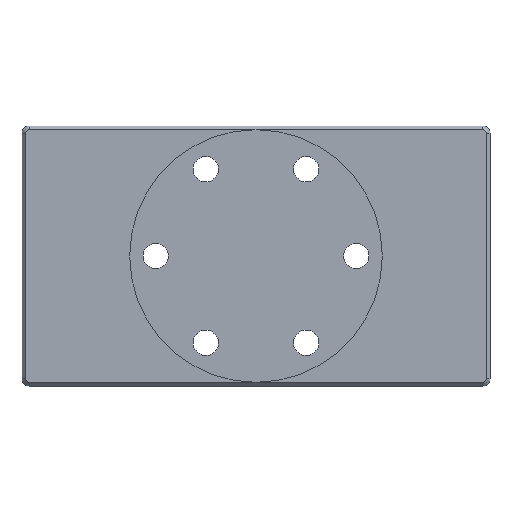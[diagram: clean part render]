
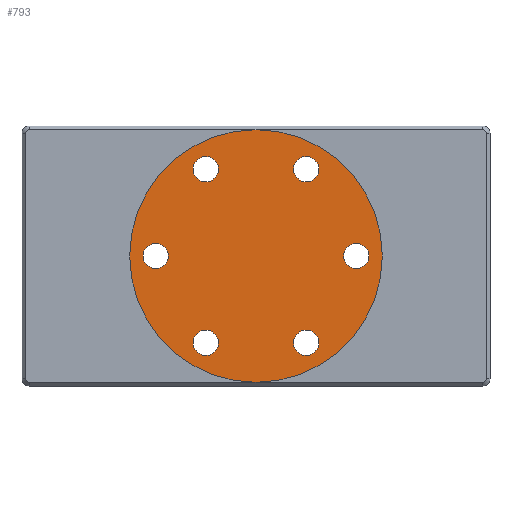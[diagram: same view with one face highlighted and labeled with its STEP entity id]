
A CAD part, front view. The second image highlights one B-rep face of the part: STEP entity #793.
In plain terms, the highlighted planar face has unit normal (0, -1, 0).
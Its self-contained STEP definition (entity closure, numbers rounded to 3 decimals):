
#24 = DIRECTION ( 'NONE',  ( 0., 0., 1. ) ) ;
#51 = VERTEX_POINT ( 'NONE', #1997 ) ;
#53 = CARTESIAN_POINT ( 'NONE',  ( -6.75, -7., 11.691 ) ) ;
#61 = ORIENTED_EDGE ( 'NONE', *, *, #2238, .T. ) ;
#67 = EDGE_LOOP ( 'NONE', ( #61, #487 ) ) ;
#69 = CARTESIAN_POINT ( 'NONE',  ( 13.5, -7., -1.7 ) ) ;
#110 = CIRCLE ( 'NONE', #1868, 1.7 ) ;
#116 = CARTESIAN_POINT ( 'NONE',  ( -6.75, -7., 9.991 ) ) ;
#122 = EDGE_LOOP ( 'NONE', ( #1654, #2345 ) ) ;
#132 = EDGE_CURVE ( 'NONE', #1472, #197, #2304, .T. ) ;
#134 = CIRCLE ( 'NONE', #1925, 1.7 ) ;
#140 = AXIS2_PLACEMENT_3D ( 'NONE', #1335, #1775, #2172 ) ;
#145 = CIRCLE ( 'NONE', #933, 1.7 ) ;
#165 = CARTESIAN_POINT ( 'NONE',  ( 0., -7., 17. ) ) ;
#179 = VERTEX_POINT ( 'NONE', #116 ) ;
#191 = DIRECTION ( 'NONE',  ( 0., 1., 0. ) ) ;
#197 = VERTEX_POINT ( 'NONE', #1270 ) ;
#217 = CARTESIAN_POINT ( 'NONE',  ( -13.5, -7., 0. ) ) ;
#248 = EDGE_CURVE ( 'NONE', #1395, #51, #1320, .T. ) ;
#267 = DIRECTION ( 'NONE',  ( 0., 1., 0. ) ) ;
#279 = VERTEX_POINT ( 'NONE', #1031 ) ;
#308 = ORIENTED_EDGE ( 'NONE', *, *, #2532, .T. ) ;
#317 = CIRCLE ( 'NONE', #626, 1.7 ) ;
#334 = FACE_BOUND ( 'NONE', #1658, .T. ) ;
#338 = ORIENTED_EDGE ( 'NONE', *, *, #1894, .T. ) ;
#364 = EDGE_LOOP ( 'NONE', ( #1630, #2250 ) ) ;
#394 = DIRECTION ( 'NONE',  ( 0., 0., 1. ) ) ;
#458 = DIRECTION ( 'NONE',  ( 0., 0., 1. ) ) ;
#487 = ORIENTED_EDGE ( 'NONE', *, *, #1287, .T. ) ;
#491 = EDGE_CURVE ( 'NONE', #711, #2414, #317, .T. ) ;
#510 = AXIS2_PLACEMENT_3D ( 'NONE', #807, #1829, #586 ) ;
#530 = DIRECTION ( 'NONE',  ( 0., 0., 1. ) ) ;
#556 = AXIS2_PLACEMENT_3D ( 'NONE', #53, #2403, #530 ) ;
#567 = FACE_BOUND ( 'NONE', #809, .T. ) ;
#578 = CIRCLE ( 'NONE', #2279, 1.7 ) ;
#586 = DIRECTION ( 'NONE',  ( 0., 0., 1. ) ) ;
#613 = CARTESIAN_POINT ( 'NONE',  ( -6.75, -7., 13.391 ) ) ;
#626 = AXIS2_PLACEMENT_3D ( 'NONE', #1082, #267, #2133 ) ;
#643 = AXIS2_PLACEMENT_3D ( 'NONE', #1817, #1408, #1615 ) ;
#649 = DIRECTION ( 'NONE',  ( 0., 1., 0. ) ) ;
#669 = AXIS2_PLACEMENT_3D ( 'NONE', #1884, #2307, #1653 ) ;
#711 = VERTEX_POINT ( 'NONE', #2205 ) ;
#723 = CIRCLE ( 'NONE', #1863, 1.7 ) ;
#742 = DIRECTION ( 'NONE',  ( 0., 0., -1. ) ) ;
#746 = CARTESIAN_POINT ( 'NONE',  ( -6.75, -7., -11.691 ) ) ;
#763 = DIRECTION ( 'NONE',  ( 0., 0., 1. ) ) ;
#791 = DIRECTION ( 'NONE',  ( 0., 0., 1. ) ) ;
#793 = ADVANCED_FACE ( 'NONE', ( #2176, #1779, #334, #567, #1353, #1400, #2597 ), #2188, .T. ) ;
#807 = CARTESIAN_POINT ( 'NONE',  ( -13.5, -7., 0. ) ) ;
#809 = EDGE_LOOP ( 'NONE', ( #1922, #1609 ) ) ;
#821 = DIRECTION ( 'NONE',  ( 0., 1., 0. ) ) ;
#933 = AXIS2_PLACEMENT_3D ( 'NONE', #2692, #649, #458 ) ;
#981 = CIRCLE ( 'NONE', #669, 1.7 ) ;
#1013 = VERTEX_POINT ( 'NONE', #2310 ) ;
#1022 = AXIS2_PLACEMENT_3D ( 'NONE', #1123, #1959, #742 ) ;
#1031 = CARTESIAN_POINT ( 'NONE',  ( 13.5, -7., 1.7 ) ) ;
#1051 = VERTEX_POINT ( 'NONE', #613 ) ;
#1082 = CARTESIAN_POINT ( 'NONE',  ( -6.75, -7., -11.691 ) ) ;
#1094 = DIRECTION ( 'NONE',  ( 0., 0., -1. ) ) ;
#1101 = EDGE_LOOP ( 'NONE', ( #2226, #1226 ) ) ;
#1110 = EDGE_LOOP ( 'NONE', ( #308, #338 ) ) ;
#1122 = VERTEX_POINT ( 'NONE', #69 ) ;
#1123 = CARTESIAN_POINT ( 'NONE',  ( 0., -7., 0. ) ) ;
#1174 = CARTESIAN_POINT ( 'NONE',  ( 6.75, -7., -11.691 ) ) ;
#1176 = EDGE_CURVE ( 'NONE', #179, #1051, #2651, .T. ) ;
#1226 = ORIENTED_EDGE ( 'NONE', *, *, #1856, .T. ) ;
#1247 = EDGE_CURVE ( 'NONE', #51, #1395, #2127, .T. ) ;
#1270 = CARTESIAN_POINT ( 'NONE',  ( 6.75, -7., 9.991 ) ) ;
#1284 = CIRCLE ( 'NONE', #2685, 17. ) ;
#1287 = EDGE_CURVE ( 'NONE', #1760, #1318, #110, .T. ) ;
#1316 = AXIS2_PLACEMENT_3D ( 'NONE', #1988, #2624, #1459 ) ;
#1318 = VERTEX_POINT ( 'NONE', #2650 ) ;
#1320 = CIRCLE ( 'NONE', #2289, 1.7 ) ;
#1335 = CARTESIAN_POINT ( 'NONE',  ( 0., -7., 0. ) ) ;
#1353 = FACE_BOUND ( 'NONE', #122, .T. ) ;
#1395 = VERTEX_POINT ( 'NONE', #1456 ) ;
#1400 = FACE_BOUND ( 'NONE', #67, .T. ) ;
#1402 = DIRECTION ( 'NONE',  ( 0., 1., 0. ) ) ;
#1408 = DIRECTION ( 'NONE',  ( 0., 1., 0. ) ) ;
#1455 = EDGE_CURVE ( 'NONE', #1051, #179, #145, .T. ) ;
#1456 = CARTESIAN_POINT ( 'NONE',  ( -13.5, -7., 1.7 ) ) ;
#1459 = DIRECTION ( 'NONE',  ( 0., 0., 1. ) ) ;
#1472 = VERTEX_POINT ( 'NONE', #1482 ) ;
#1482 = CARTESIAN_POINT ( 'NONE',  ( 6.75, -7., 13.391 ) ) ;
#1507 = DIRECTION ( 'NONE',  ( 0., -1., 0. ) ) ;
#1513 = EDGE_CURVE ( 'NONE', #197, #1472, #981, .T. ) ;
#1542 = EDGE_CURVE ( 'NONE', #2678, #1013, #1284, .T. ) ;
#1546 = CARTESIAN_POINT ( 'NONE',  ( 0., -7., 0. ) ) ;
#1609 = ORIENTED_EDGE ( 'NONE', *, *, #1247, .T. ) ;
#1615 = DIRECTION ( 'NONE',  ( 0., 0., 1. ) ) ;
#1621 = ORIENTED_EDGE ( 'NONE', *, *, #1455, .T. ) ;
#1630 = ORIENTED_EDGE ( 'NONE', *, *, #132, .T. ) ;
#1653 = DIRECTION ( 'NONE',  ( 0., 0., 1. ) ) ;
#1654 = ORIENTED_EDGE ( 'NONE', *, *, #2154, .T. ) ;
#1658 = EDGE_LOOP ( 'NONE', ( #1621, #2242 ) ) ;
#1760 = VERTEX_POINT ( 'NONE', #1999 ) ;
#1775 = DIRECTION ( 'NONE',  ( 0., -1., 0. ) ) ;
#1779 = FACE_BOUND ( 'NONE', #364, .T. ) ;
#1817 = CARTESIAN_POINT ( 'NONE',  ( 6.75, -7., 11.691 ) ) ;
#1829 = DIRECTION ( 'NONE',  ( 0., 1., 0. ) ) ;
#1856 = EDGE_CURVE ( 'NONE', #1013, #2678, #2284, .T. ) ;
#1863 = AXIS2_PLACEMENT_3D ( 'NONE', #2224, #2005, #394 ) ;
#1868 = AXIS2_PLACEMENT_3D ( 'NONE', #1174, #2241, #2229 ) ;
#1884 = CARTESIAN_POINT ( 'NONE',  ( 6.75, -7., 11.691 ) ) ;
#1894 = EDGE_CURVE ( 'NONE', #1122, #279, #2326, .T. ) ;
#1922 = ORIENTED_EDGE ( 'NONE', *, *, #248, .T. ) ;
#1925 = AXIS2_PLACEMENT_3D ( 'NONE', #2446, #1402, #763 ) ;
#1959 = DIRECTION ( 'NONE',  ( 0., -1., 0. ) ) ;
#1988 = CARTESIAN_POINT ( 'NONE',  ( 13.5, -7., 0. ) ) ;
#1997 = CARTESIAN_POINT ( 'NONE',  ( -13.5, -7., -1.7 ) ) ;
#1999 = CARTESIAN_POINT ( 'NONE',  ( 6.75, -7., -13.391 ) ) ;
#2005 = DIRECTION ( 'NONE',  ( 0., 1., 0. ) ) ;
#2127 = CIRCLE ( 'NONE', #510, 1.7 ) ;
#2133 = DIRECTION ( 'NONE',  ( 0., 0., 1. ) ) ;
#2154 = EDGE_CURVE ( 'NONE', #2414, #711, #578, .T. ) ;
#2172 = DIRECTION ( 'NONE',  ( 0., 0., -1. ) ) ;
#2176 = FACE_BOUND ( 'NONE', #1110, .T. ) ;
#2188 = PLANE ( 'NONE',  #1022 ) ;
#2205 = CARTESIAN_POINT ( 'NONE',  ( -6.75, -7., -13.391 ) ) ;
#2224 = CARTESIAN_POINT ( 'NONE',  ( 13.5, -7., 0. ) ) ;
#2226 = ORIENTED_EDGE ( 'NONE', *, *, #1542, .T. ) ;
#2229 = DIRECTION ( 'NONE',  ( 0., 0., 1. ) ) ;
#2238 = EDGE_CURVE ( 'NONE', #1318, #1760, #134, .T. ) ;
#2241 = DIRECTION ( 'NONE',  ( 0., 1., 0. ) ) ;
#2242 = ORIENTED_EDGE ( 'NONE', *, *, #1176, .T. ) ;
#2250 = ORIENTED_EDGE ( 'NONE', *, *, #1513, .T. ) ;
#2279 = AXIS2_PLACEMENT_3D ( 'NONE', #746, #821, #791 ) ;
#2284 = CIRCLE ( 'NONE', #140, 17. ) ;
#2289 = AXIS2_PLACEMENT_3D ( 'NONE', #217, #191, #24 ) ;
#2304 = CIRCLE ( 'NONE', #643, 1.7 ) ;
#2307 = DIRECTION ( 'NONE',  ( 0., 1., 0. ) ) ;
#2310 = CARTESIAN_POINT ( 'NONE',  ( 0., -7., -17. ) ) ;
#2326 = CIRCLE ( 'NONE', #1316, 1.7 ) ;
#2345 = ORIENTED_EDGE ( 'NONE', *, *, #491, .T. ) ;
#2403 = DIRECTION ( 'NONE',  ( 0., 1., 0. ) ) ;
#2414 = VERTEX_POINT ( 'NONE', #2561 ) ;
#2446 = CARTESIAN_POINT ( 'NONE',  ( 6.75, -7., -11.691 ) ) ;
#2532 = EDGE_CURVE ( 'NONE', #279, #1122, #723, .T. ) ;
#2561 = CARTESIAN_POINT ( 'NONE',  ( -6.75, -7., -9.991 ) ) ;
#2597 = FACE_OUTER_BOUND ( 'NONE', #1101, .T. ) ;
#2624 = DIRECTION ( 'NONE',  ( 0., 1., 0. ) ) ;
#2650 = CARTESIAN_POINT ( 'NONE',  ( 6.75, -7., -9.991 ) ) ;
#2651 = CIRCLE ( 'NONE', #556, 1.7 ) ;
#2678 = VERTEX_POINT ( 'NONE', #165 ) ;
#2685 = AXIS2_PLACEMENT_3D ( 'NONE', #1546, #1507, #1094 ) ;
#2692 = CARTESIAN_POINT ( 'NONE',  ( -6.75, -7., 11.691 ) ) ;
